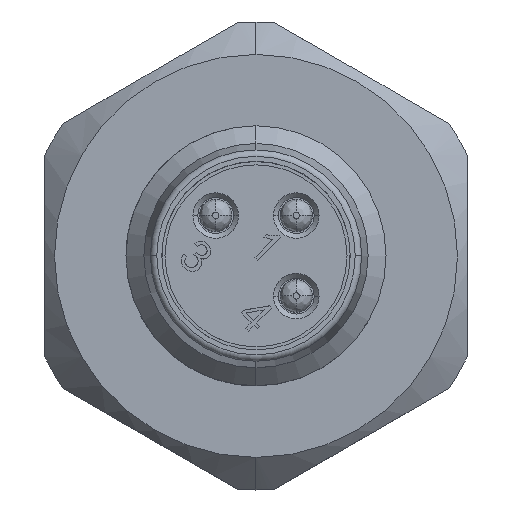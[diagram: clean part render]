
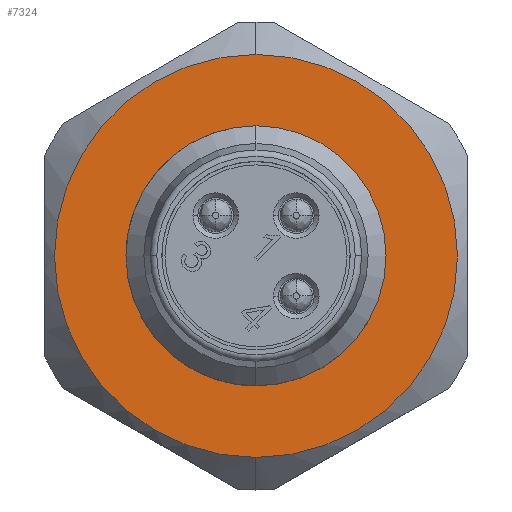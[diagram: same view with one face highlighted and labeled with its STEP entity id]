
A CAD part, top view. The second image highlights one B-rep face of the part: STEP entity #7324.
In plain terms, the highlighted planar face has unit normal (0, 0, 1).
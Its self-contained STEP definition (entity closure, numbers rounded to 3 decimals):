
#7287=AXIS2_PLACEMENT_3D('Circle Axis2P3D',#7285,#7286,$) ;
#7300=AXIS2_PLACEMENT_3D('Plane Axis2P3D',#7297,#7298,#7299) ;
#7304=AXIS2_PLACEMENT_3D('Circle Axis2P3D',#7302,#7303,$) ;
#7313=AXIS2_PLACEMENT_3D('Circle Axis2P3D',#7311,#7312,$) ;
#7246=CARTESIAN_POINT('Vertex',(6.5,11.2,17.8)) ;
#7250=CARTESIAN_POINT('Control Point',(6.5,11.2,17.8)) ;
#7251=CARTESIAN_POINT('Control Point',(5.872,11.2,17.8)) ;
#7252=CARTESIAN_POINT('Control Point',(5.243,11.077,17.8)) ;
#7253=CARTESIAN_POINT('Control Point',(4.647,10.83,17.8)) ;
#7254=CARTESIAN_POINT('Control Point',(3.584,10.116,17.8)) ;
#7255=CARTESIAN_POINT('Control Point',(2.87,9.053,17.8)) ;
#7256=CARTESIAN_POINT('Control Point',(2.623,8.457,17.8)) ;
#7257=CARTESIAN_POINT('Control Point',(2.377,7.2,17.8)) ;
#7258=CARTESIAN_POINT('Control Point',(2.623,5.943,17.8)) ;
#7259=CARTESIAN_POINT('Control Point',(2.87,5.347,17.8)) ;
#7260=CARTESIAN_POINT('Control Point',(3.584,4.284,17.8)) ;
#7261=CARTESIAN_POINT('Control Point',(4.647,3.57,17.8)) ;
#7262=CARTESIAN_POINT('Control Point',(5.243,3.323,17.8)) ;
#7263=CARTESIAN_POINT('Control Point',(5.872,3.2,17.8)) ;
#7264=CARTESIAN_POINT('Control Point',(6.5,3.2,17.8)) ;
#7265=CARTESIAN_POINT('Vertex',(6.5,3.2,17.8)) ;
#7285=CARTESIAN_POINT('Axis2P3D Location',(6.5,7.2,17.8)) ;
#7297=CARTESIAN_POINT('Axis2P3D Location',(6.5,2.1,17.8)) ;
#7302=CARTESIAN_POINT('Axis2P3D Location',(6.5,7.2,17.8)) ;
#7306=CARTESIAN_POINT('Vertex',(6.5,1.,17.8)) ;
#7308=CARTESIAN_POINT('Vertex',(6.5,13.4,17.8)) ;
#7311=CARTESIAN_POINT('Axis2P3D Location',(6.5,7.2,17.8)) ;
#7286=DIRECTION('Axis2P3D Direction',(0.,0.,1.)) ;
#7298=DIRECTION('Axis2P3D Direction',(0.,0.,1.)) ;
#7299=DIRECTION('Axis2P3D XDirection',(1.,0.,0.)) ;
#7303=DIRECTION('Axis2P3D Direction',(0.,0.,1.)) ;
#7312=DIRECTION('Axis2P3D Direction',(0.,0.,1.)) ;
#7317=ORIENTED_EDGE('',*,*,#7310,.T.) ;
#7318=ORIENTED_EDGE('',*,*,#7315,.T.) ;
#7321=ORIENTED_EDGE('',*,*,#7267,.F.) ;
#7322=ORIENTED_EDGE('',*,*,#7289,.F.) ;
#7323=FACE_BOUND('',#7320,.T.) ;
#7324=ADVANCED_FACE('V3',(#7319,#7323),#7301,.T.) ;
#7249=B_SPLINE_CURVE_WITH_KNOTS('',5,(#7250,#7251,#7252,#7253,#7254,#7255,#7256,#7257,#7258,#7259,#7260,#7261,#7262,#7263,#7264),.UNSPECIFIED.,.F.,.U.,(6,3,3,3,6),(-6.283,-3.142,0.,3.142,6.283),.UNSPECIFIED.) ;
#7288=CIRCLE('generated circle',#7287,4.) ;
#7305=CIRCLE('generated circle',#7304,6.2) ;
#7314=CIRCLE('generated circle',#7313,6.2) ;
#7267=EDGE_CURVE('',#7247,#7266,#7249,.T.) ;
#7289=EDGE_CURVE('',#7266,#7247,#7288,.T.) ;
#7310=EDGE_CURVE('',#7307,#7309,#7305,.T.) ;
#7315=EDGE_CURVE('',#7309,#7307,#7314,.T.) ;
#7316=EDGE_LOOP('',(#7317,#7318)) ;
#7320=EDGE_LOOP('',(#7321,#7322)) ;
#7319=FACE_OUTER_BOUND('',#7316,.T.) ;
#7301=PLANE('',#7300) ;
#7247=VERTEX_POINT('',#7246) ;
#7266=VERTEX_POINT('',#7265) ;
#7307=VERTEX_POINT('',#7306) ;
#7309=VERTEX_POINT('',#7308) ;
